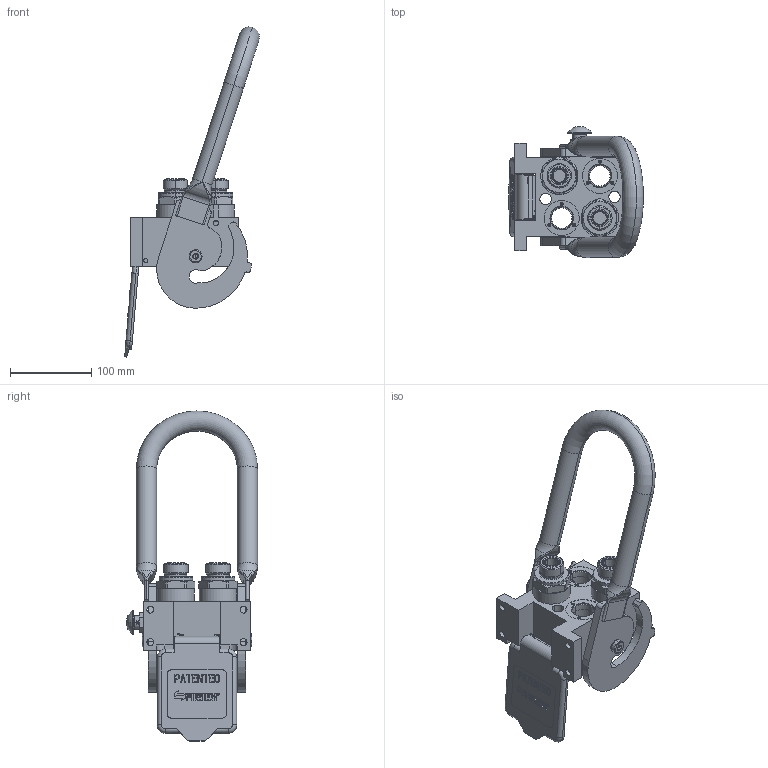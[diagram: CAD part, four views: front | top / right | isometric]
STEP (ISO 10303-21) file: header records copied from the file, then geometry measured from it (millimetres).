
FILE_DESCRIPTION (( 'STEP AP214' ), '1' );
FILE_NAME ('FASTER.step', '2025-01-09T12:42:22', ( '' ), ( '' ), 'SwSTEP 2.0', 'SolidWorks 2017', '' );
FILE_SCHEMA (( 'AUTOMOTIVE_DESIGN' ));
Length unit declared in the file: millimetre
Products named in the file (29): 4830_024_3000_020; 2ffnb3411-34sf; 4830_025_0000_001; 4250_014_1000_000; 4830_020_0000_032; 4830_022_0000_011; P510_F_VIT_BASE; curs_molla_34; FASTER; 4830_001_0005_300; 0048_042_0412_000; et011; 4830_024_1000_011; 4820_001_0004_000; 4830_025_1000_000; or1_5x7_m; 4150_072_1000_200; 0048_317_1000_000; 4830_001_0005_301; 4810_001_0001_014; 4830_013_3000_030; sicura_p5; 4830_070_0000_001; 4830_024_3000_000; 4830_025_2000_000; 4830_024_3000_000_ASM; 4830_024_3000_010; A_2ffnb3411-34sf
Assembly tree (31 placements, depth 4):
  FASTER
    P510_F_VIT_BASE
      4830_020_0000_032
      4830_025_1000_000
      4830_022_0000_011
      4810_001_0001_014
      4820_001_0004_000
      4830_013_3000_030  x2
      0048_317_1000_000  x2
      4830_001_0005_300
      4830_001_0005_301
      4830_070_0000_001
    A_2ffnb3411-34sf  x2
      curs_molla_34
        4150_072_1000_200
        4250_014_1000_000
      2ffnb3411-34sf
        2ffnb3411-34sf
    4830_024_3000_000
      4830_024_3000_000_ASM
        4830_024_1000_011
        4830_024_3000_010
        4830_024_3000_020
      sicura_p5
        4830_025_0000_001
        or1_5x7_m
        0048_042_0412_000
      4830_025_2000_000
    et011
Bounding box: 166.24 x 161.73 x 406.94 mm (x, y, z)
Volume: 263955.4 mm3; surface area: 338097.4 mm2
Topology: 20 solids, 57 shells, 3305 faces, 8601 edges, 5475 vertices
Faces by surface type: plane 1866, cylinder 652, bspline 305, cone 232, torus 219, sphere 31
Entity records: 124482 total; most frequent: CARTESIAN_POINT 50121, ORIENTED_EDGE 15062, DIRECTION 13690, EDGE_CURVE 7617, LINE 5288, VECTOR 5288, VERTEX_POINT 4878, AXIS2_PLACEMENT_3D 4201
